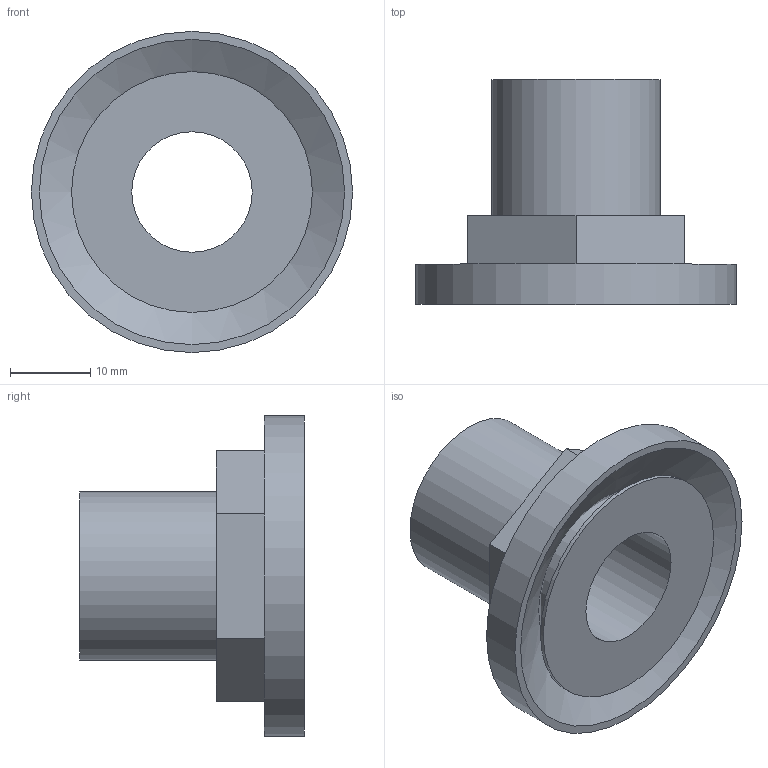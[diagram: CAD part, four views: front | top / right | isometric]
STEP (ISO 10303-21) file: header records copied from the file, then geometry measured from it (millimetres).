
FILE_DESCRIPTION(/* description */ (''),/* implementation_level */ '2;1');
FILE_NAME(/* name */ 'METU_E01V-2001_ST-K_1-2.stp',/* time_stamp */ '2018-10-05T14:35:38+02:00',/* author */ (''),/* organization */ (''),/* preprocessor_version */ 'ST-DEVELOPER v11',/* originating_system */ 'SIEMENS UGS NX 6.0',/* authorisation */ '');
FILE_SCHEMA (('CONFIG_CONTROL_DESIGN'));
Length unit declared in the file: millimetre
Products named in the file (1): gars64E343c8
Bounding box: 40 x 28 x 40 mm (x, y, z)
Volume: 10056.2 mm3; surface area: 8241.8 mm2
Topology: 3 solids, 3 shells, 20 faces, 42 edges, 28 vertices
Faces by surface type: plane 12, cylinder 6, cone 2
Full cylindrical faces by diameter (mm): 15 x1, 18.9 x1, 20.96 x1, 23 x1, 30 x1, 40 x1
Entity records: 566 total; most frequent: DIRECTION 86, CARTESIAN_POINT 77, ORIENTED_EDGE 62, EDGE_LOOP 34, AXIS2_PLACEMENT_3D 34, EDGE_CURVE 31, FACE_BOUND 28, VERTEX_POINT 25
